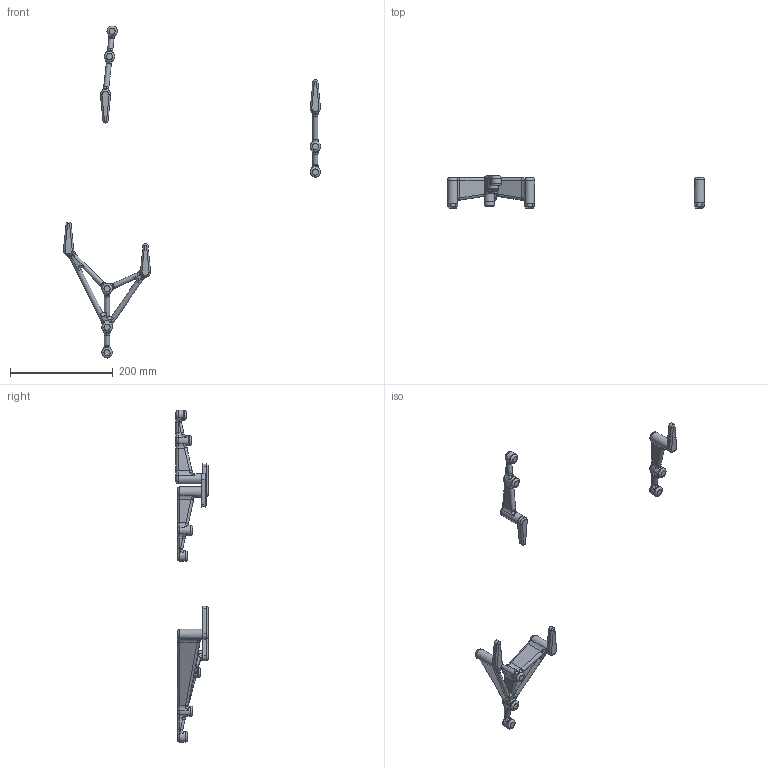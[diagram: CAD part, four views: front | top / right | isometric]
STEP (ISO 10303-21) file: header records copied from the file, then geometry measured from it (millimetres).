
FILE_DESCRIPTION(/* description */ ('STEP AP242','CAx-IF Rec.Pracs.---Representation and Presentation of Product Manufacturing Information (PMI)---4.0---2014-10-13','CAx-IF Rec.Pracs.---3D Tessellated Geometry---0.4---2014-09-14','2;1'),/* implementation_level */ '2;1');
FILE_NAME(/* name */ '6577b3aaa07e9e689011565f',/* time_stamp */ '2023-12-12T01:13:15Z',/* author */ (''),/* organization */ (''),/* preprocessor_version */ 'ST-DEVELOPER v19.4',/* originating_system */ ' ',/* authorisation */ ' ');
FILE_SCHEMA (('AP242_MANAGED_MODEL_BASED_3D_ENGINEERING_MIM_LF { 1 0 10303 442 1 1 4 }'));
Length unit declared in the file: metre
Products named in the file (5): Wall Mount Guitar; Hook End Cap; STD End Cap; Guitar Base Wall Mount Support; RH Guitar Base Wall Mount
Assembly tree (14 placements, depth 2):
  Wall Mount Guitar
    Hook End Cap  x4
    STD End Cap  x7
    Guitar Base Wall Mount Support  x2
    RH Guitar Base Wall Mount
Bounding box: 501.37 x 62.77 x 647.51 mm (x, y, z)
Volume: 330898.9 mm3; surface area: 102128.2 mm2
Topology: 14 solids, 14 shells, 417 faces, 891 edges, 496 vertices
Faces by surface type: plane 118, cylinder 114, torus 88, bspline 78, cone 19
Full cylindrical faces by diameter (mm): 5 x9, 12.25 x11, 12.5 x11, 20 x15
Entity records: 8112 total; most frequent: CARTESIAN_POINT 2554, DIRECTION 1234, ORIENTED_EDGE 1030, AXIS2_PLACEMENT_3D 559, EDGE_CURVE 515, EDGE_LOOP 327, FACE_BOUND 327, VERTEX_POINT 314
